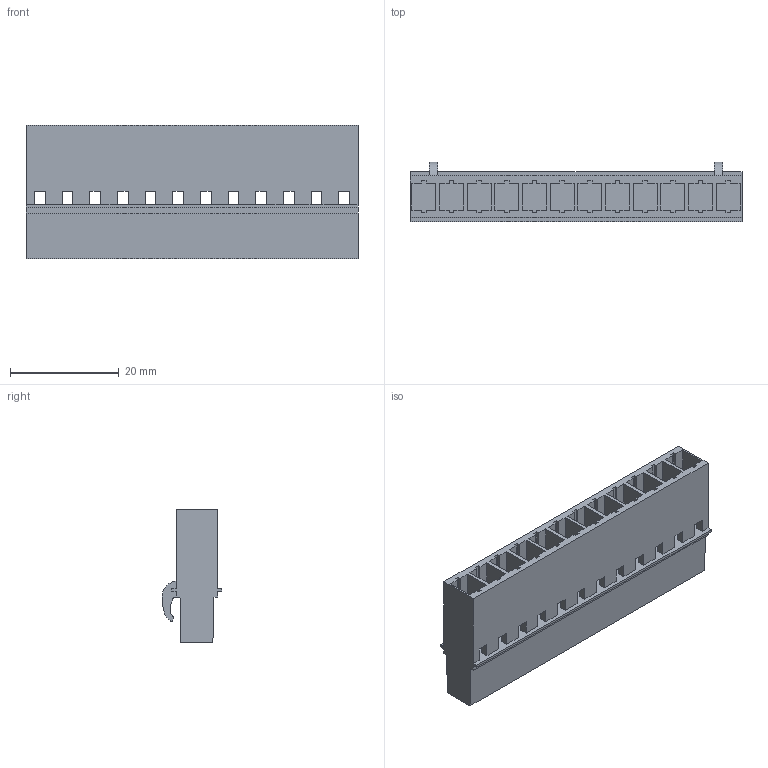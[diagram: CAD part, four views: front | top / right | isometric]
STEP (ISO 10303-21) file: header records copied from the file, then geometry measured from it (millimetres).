
FILE_DESCRIPTION(('CATIA V5 STEP','CAx-IF Rec.Pracs.--- Model Styling and Organization---1.2---2011-12-15'),'2;1');
FILE_NAME ('D1453357_0_1610590000_1610590000.stp','2018-09-01T02:40:06+00:00',('none'),('Weidmueller'),'CATIA Version 5-6 Release 2014','CATIA V5 STEP AP214','none');
FILE_SCHEMA(('AUTOMOTIVE_DESIGN { 1 0 10303 214 1 1 1 1 }'));
Length unit declared in the file: millimetre
Products named in the file (1): 1610590000
Bounding box: 60.96 x 11 x 24.55 mm (x, y, z)
Volume: 6281.3 mm3; surface area: 8383.2 mm2
Topology: 1 solids, 1 shells, 335 faces, 1018 edges, 670 vertices
Faces by surface type: plane 269, cylinder 42, cone 24
Entity records: 10252 total; most frequent: ORIENTED_EDGE 2036, CARTESIAN_POINT 1832, DIRECTION 1289, EDGE_CURVE 1018, VECTOR 905, LINE 905, VERTEX_POINT 670, EDGE_LOOP 368
